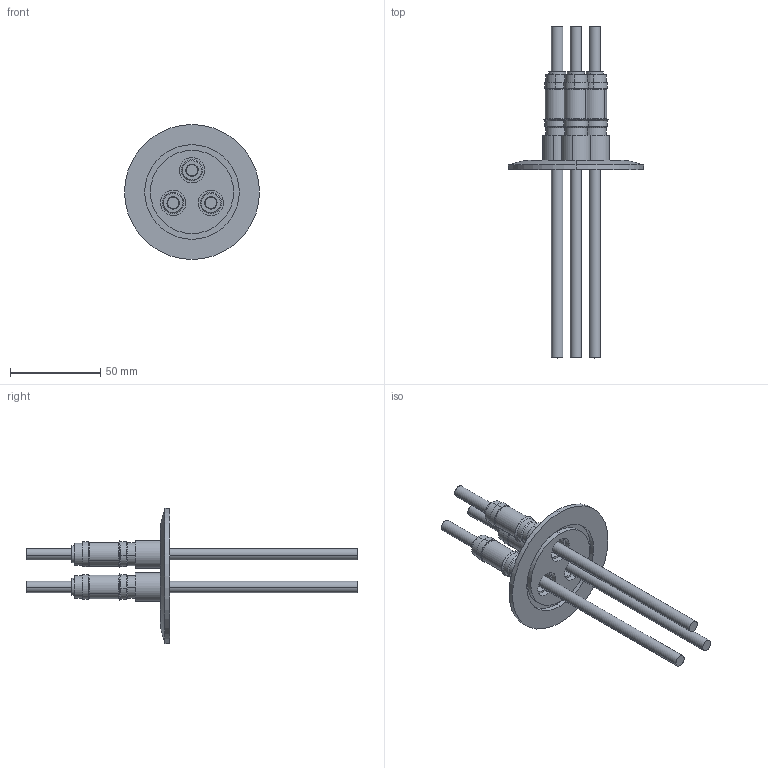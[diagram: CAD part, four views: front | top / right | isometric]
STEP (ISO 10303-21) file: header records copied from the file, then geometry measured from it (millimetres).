
FILE_DESCRIPTION (( 'STEP AP203' ), '1' );
FILE_NAME ('A0115-7-QF.STEP', '2019-10-25T14:01:42', ( '' ), ( '' ), 'SwSTEP 2.0', 'SolidWorks 2019', '' );
FILE_SCHEMA (( 'CONFIG_CONTROL_DESIGN' ));
Length unit declared in the file: inch
Products named in the file (1): A0115-7-QF
Bounding box: 74.93 x 184.15 x 74.93 mm (x, y, z)
Volume: 49289.7 mm3; surface area: 34219.8 mm2
Topology: 1 solids, 1 shells, 174 faces, 352 edges, 224 vertices
Faces by surface type: cylinder 102, plane 46, cone 20, torus 6
Entity records: 4709 total; most frequent: DIRECTION 932, CARTESIAN_POINT 751, ORIENTED_EDGE 704, AXIS2_PLACEMENT_3D 405, EDGE_CURVE 352, CIRCLE 230, VERTEX_POINT 224, EDGE_LOOP 218
